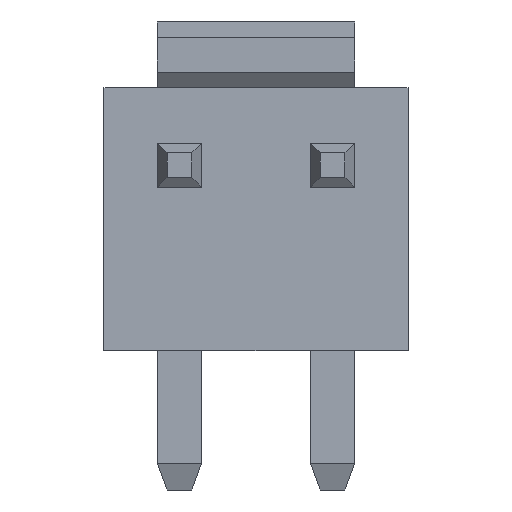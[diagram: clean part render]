
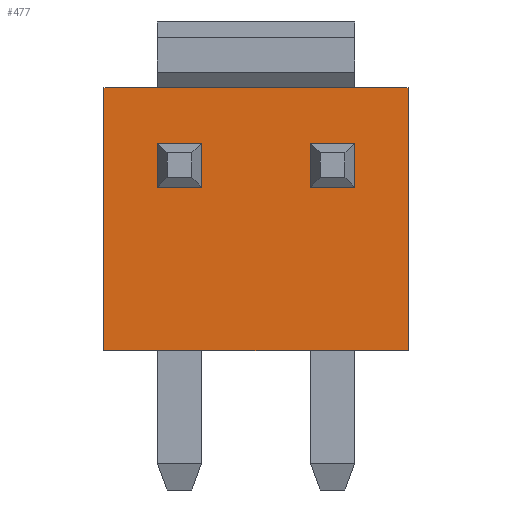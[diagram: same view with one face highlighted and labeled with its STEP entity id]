
A CAD part, front view. The second image highlights one B-rep face of the part: STEP entity #477.
In plain terms, the highlighted face is planar.
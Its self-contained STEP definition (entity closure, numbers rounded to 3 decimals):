
#81 = VERTEX_POINT('',#82);
#82 = CARTESIAN_POINT('',(-0.57,3.2,-2.));
#158 = EDGE_CURVE('',#159,#81,#161,.T.);
#159 = VERTEX_POINT('',#160);
#160 = CARTESIAN_POINT('',(4.53,3.2,-2.));
#161 = LINE('',#162,#163);
#162 = CARTESIAN_POINT('',(-1.95,3.2,-2.));
#163 = VECTOR('',#164,1.);
#164 = DIRECTION('',(-1.,-0.,-0.));
#357 = EDGE_CURVE('',#358,#360,#362,.T.);
#358 = VERTEX_POINT('',#359);
#359 = CARTESIAN_POINT('',(-0.57,3.2,0.57));
#360 = VERTEX_POINT('',#361);
#361 = CARTESIAN_POINT('',(0.57,3.2,0.57));
#362 = LINE('',#363,#364);
#363 = CARTESIAN_POINT('',(-0.57,3.2,0.57));
#364 = VECTOR('',#365,1.);
#365 = DIRECTION('',(1.,0.,0.));
#397 = EDGE_CURVE('',#360,#398,#400,.T.);
#398 = VERTEX_POINT('',#399);
#399 = CARTESIAN_POINT('',(0.57,3.2,-0.57));
#400 = LINE('',#401,#402);
#401 = CARTESIAN_POINT('',(0.57,3.2,-0.57));
#402 = VECTOR('',#403,1.);
#403 = DIRECTION('',(-0.,-0.,-1.));
#428 = EDGE_CURVE('',#398,#429,#431,.T.);
#429 = VERTEX_POINT('',#430);
#430 = CARTESIAN_POINT('',(-0.57,3.2,-0.57));
#431 = LINE('',#432,#433);
#432 = CARTESIAN_POINT('',(-0.57,3.2,-0.57));
#433 = VECTOR('',#434,1.);
#434 = DIRECTION('',(-1.,-0.,-0.));
#459 = EDGE_CURVE('',#429,#358,#460,.T.);
#460 = LINE('',#461,#462);
#461 = CARTESIAN_POINT('',(-0.57,3.2,-0.57));
#462 = VECTOR('',#463,1.);
#463 = DIRECTION('',(0.,0.,1.));
#477 = ADVANCED_FACE('',(#478,#519,#553),#559,.F.);
#478 = FACE_BOUND('',#479,.T.);
#479 = EDGE_LOOP('',(#480,#488,#489,#497,#505,#513));
#480 = ORIENTED_EDGE('',*,*,#481,.F.);
#481 = EDGE_CURVE('',#159,#482,#484,.T.);
#482 = VERTEX_POINT('',#483);
#483 = CARTESIAN_POINT('',(5.91,3.2,-2.));
#484 = LINE('',#485,#486);
#485 = CARTESIAN_POINT('',(5.91,3.2,-2.));
#486 = VECTOR('',#487,1.);
#487 = DIRECTION('',(1.,-0.,-0.));
#488 = ORIENTED_EDGE('',*,*,#158,.T.);
#489 = ORIENTED_EDGE('',*,*,#490,.T.);
#490 = EDGE_CURVE('',#81,#491,#493,.T.);
#491 = VERTEX_POINT('',#492);
#492 = CARTESIAN_POINT('',(-1.95,3.2,-2.));
#493 = LINE('',#494,#495);
#494 = CARTESIAN_POINT('',(-1.95,3.2,-2.));
#495 = VECTOR('',#496,1.);
#496 = DIRECTION('',(-1.,-0.,-0.));
#497 = ORIENTED_EDGE('',*,*,#498,.T.);
#498 = EDGE_CURVE('',#491,#499,#501,.T.);
#499 = VERTEX_POINT('',#500);
#500 = CARTESIAN_POINT('',(-1.95,3.2,4.8));
#501 = LINE('',#502,#503);
#502 = CARTESIAN_POINT('',(-1.95,3.2,4.8));
#503 = VECTOR('',#504,1.);
#504 = DIRECTION('',(-0.,-0.,1.));
#505 = ORIENTED_EDGE('',*,*,#506,.T.);
#506 = EDGE_CURVE('',#499,#507,#509,.T.);
#507 = VERTEX_POINT('',#508);
#508 = CARTESIAN_POINT('',(5.91,3.2,4.8));
#509 = LINE('',#510,#511);
#510 = CARTESIAN_POINT('',(-1.95,3.2,4.8));
#511 = VECTOR('',#512,1.);
#512 = DIRECTION('',(1.,0.,0.));
#513 = ORIENTED_EDGE('',*,*,#514,.F.);
#514 = EDGE_CURVE('',#482,#507,#515,.T.);
#515 = LINE('',#516,#517);
#516 = CARTESIAN_POINT('',(5.91,3.2,4.8));
#517 = VECTOR('',#518,1.);
#518 = DIRECTION('',(-0.,-0.,1.));
#519 = FACE_BOUND('',#520,.T.);
#520 = EDGE_LOOP('',(#521,#531,#539,#547));
#521 = ORIENTED_EDGE('',*,*,#522,.T.);
#522 = EDGE_CURVE('',#523,#525,#527,.T.);
#523 = VERTEX_POINT('',#524);
#524 = CARTESIAN_POINT('',(4.53,3.2,0.57));
#525 = VERTEX_POINT('',#526);
#526 = CARTESIAN_POINT('',(3.39,3.2,0.57));
#527 = LINE('',#528,#529);
#528 = CARTESIAN_POINT('',(4.53,3.2,0.57));
#529 = VECTOR('',#530,1.);
#530 = DIRECTION('',(-1.,0.,0.));
#531 = ORIENTED_EDGE('',*,*,#532,.T.);
#532 = EDGE_CURVE('',#525,#533,#535,.T.);
#533 = VERTEX_POINT('',#534);
#534 = CARTESIAN_POINT('',(3.39,3.2,-0.57));
#535 = LINE('',#536,#537);
#536 = CARTESIAN_POINT('',(3.39,3.2,-0.57));
#537 = VECTOR('',#538,1.);
#538 = DIRECTION('',(0.,-0.,-1.));
#539 = ORIENTED_EDGE('',*,*,#540,.T.);
#540 = EDGE_CURVE('',#533,#541,#543,.T.);
#541 = VERTEX_POINT('',#542);
#542 = CARTESIAN_POINT('',(4.53,3.2,-0.57));
#543 = LINE('',#544,#545);
#544 = CARTESIAN_POINT('',(4.53,3.2,-0.57));
#545 = VECTOR('',#546,1.);
#546 = DIRECTION('',(1.,-0.,-0.));
#547 = ORIENTED_EDGE('',*,*,#548,.T.);
#548 = EDGE_CURVE('',#541,#523,#549,.T.);
#549 = LINE('',#550,#551);
#550 = CARTESIAN_POINT('',(4.53,3.2,-0.57));
#551 = VECTOR('',#552,1.);
#552 = DIRECTION('',(0.,0.,1.));
#553 = FACE_BOUND('',#554,.T.);
#554 = EDGE_LOOP('',(#555,#556,#557,#558));
#555 = ORIENTED_EDGE('',*,*,#357,.F.);
#556 = ORIENTED_EDGE('',*,*,#459,.F.);
#557 = ORIENTED_EDGE('',*,*,#428,.F.);
#558 = ORIENTED_EDGE('',*,*,#397,.F.);
#559 = PLANE('',#560);
#560 = AXIS2_PLACEMENT_3D('',#561,#562,#563);
#561 = CARTESIAN_POINT('',(0.,3.2,0.));
#562 = DIRECTION('',(0.,-1.,0.));
#563 = DIRECTION('',(0.,-0.,-1.));
